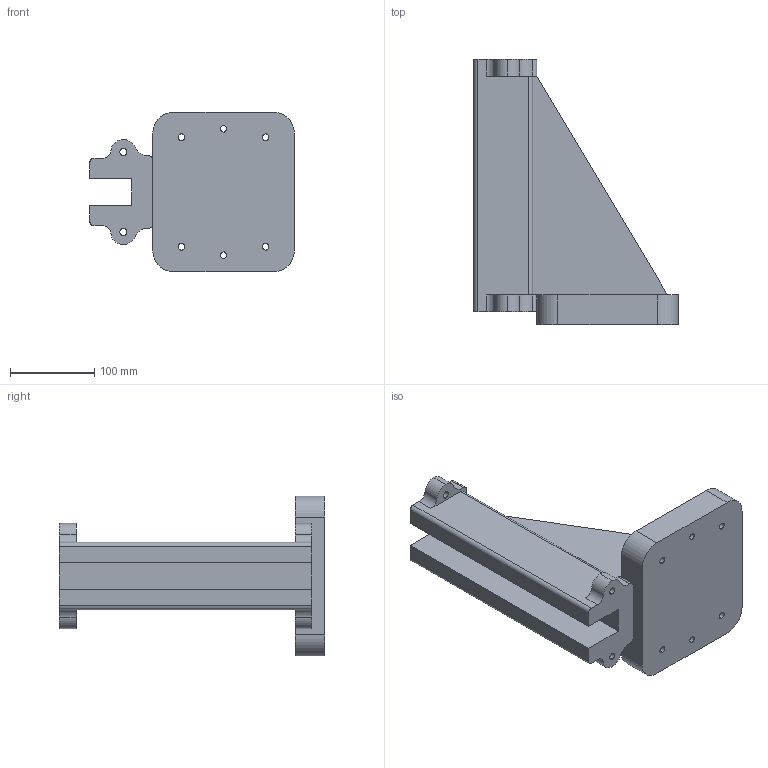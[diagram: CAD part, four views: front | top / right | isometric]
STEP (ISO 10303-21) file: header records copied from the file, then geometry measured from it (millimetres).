
FILE_DESCRIPTION (( 'STEP AP203' ), '1' );
FILE_NAME ('G126001C100(c)-1.STEP', '2022-08-02T03:24:51', ( '' ), ( '' ), 'SwSTEP 2.0', 'SolidWorks 2018', '' );
FILE_SCHEMA (( 'CONFIG_CONTROL_DESIGN' ));
Length unit declared in the file: millimetre
Products named in the file (1): G126001C100(c)-1
Bounding box: 243 x 315 x 190 mm (x, y, z)
Volume: 2656905.8 mm3; surface area: 266709.3 mm2
Topology: 1 solids, 1 shells, 85 faces, 235 edges, 156 vertices
Faces by surface type: cylinder 58, plane 27
Entity records: 2886 total; most frequent: DIRECTION 523, CARTESIAN_POINT 477, ORIENTED_EDGE 470, EDGE_CURVE 235, AXIS2_PLACEMENT_3D 202, VERTEX_POINT 156, VECTOR 119, LINE 119
